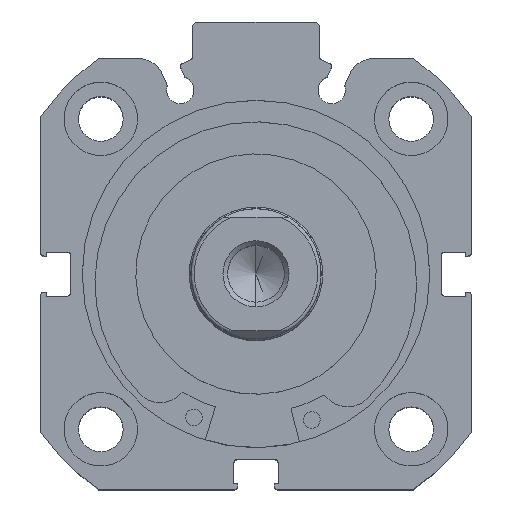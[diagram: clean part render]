
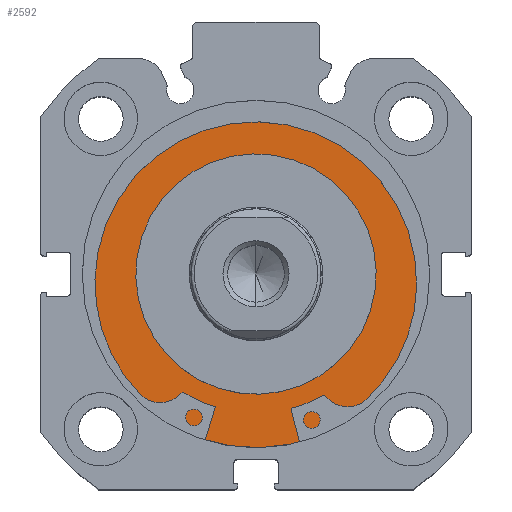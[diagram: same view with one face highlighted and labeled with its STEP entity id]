
A CAD part, top view. The second image highlights one B-rep face of the part: STEP entity #2592.
In plain terms, the highlighted face is planar.
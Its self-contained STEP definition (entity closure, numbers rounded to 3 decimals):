
#149 = CARTESIAN_POINT ( 'NONE',  ( 3.5, 0., 26. ) ) ;
#215 = CARTESIAN_POINT ( 'NONE',  ( 3.5, 0., 18. ) ) ;
#307 = CARTESIAN_POINT ( 'NONE',  ( 3.5, 0., -18. ) ) ;
#1267 = CARTESIAN_POINT ( 'NONE',  ( 3.5, 0., -26. ) ) ;
#1473 = CARTESIAN_POINT ( 'NONE',  ( 3.5, 0., 0. ) ) ;
#1474 = DIRECTION ( 'NONE',  ( -1., 0., 0. ) ) ;
#1475 = DIRECTION ( 'NONE',  ( 0., 0., 1. ) ) ;
#1483 = CARTESIAN_POINT ( 'NONE',  ( 3.5, 0., 0. ) ) ;
#1484 = DIRECTION ( 'NONE',  ( -1., 0., 0. ) ) ;
#1485 = DIRECTION ( 'NONE',  ( 0., 0., 1. ) ) ;
#1500 = CARTESIAN_POINT ( 'NONE',  ( 3.5, 0., 0. ) ) ;
#1503 = CARTESIAN_POINT ( 'NONE',  ( 3.5, 0., 0. ) ) ;
#1507 = DIRECTION ( 'NONE',  ( -1., 0., 0. ) ) ;
#1508 = DIRECTION ( 'NONE',  ( 0., 0., 1. ) ) ;
#1510 = DIRECTION ( 'NONE',  ( -1., 0., 0. ) ) ;
#1511 = DIRECTION ( 'NONE',  ( 0., 0., 1. ) ) ;
#2250 = CIRCLE ( 'NONE', #5526, 26. ) ;
#2257 = CIRCLE ( 'NONE', #5530, 18. ) ;
#2265 = CIRCLE ( 'NONE', #5534, 18. ) ;
#2267 = CIRCLE ( 'NONE', #5535, 26. ) ;
#2592 = ADVANCED_FACE ( 'NONE', ( #6523, #6534 ), #3946, .F. ) ;
#3359 = VERTEX_POINT ( 'NONE', #307 ) ;
#3597 = VERTEX_POINT ( 'NONE', #215 ) ;
#3630 = VERTEX_POINT ( 'NONE', #149 ) ;
#3690 = VERTEX_POINT ( 'NONE', #1267 ) ;
#3945 = CARTESIAN_POINT ( 'NONE',  ( 3.5, 26., 0. ) ) ;
#3946 = PLANE ( 'NONE',  #4633 ) ;
#3951 = DIRECTION ( 'NONE',  ( 1., 0., 0. ) ) ;
#3952 = DIRECTION ( 'NONE',  ( 0., 0., -1. ) ) ;
#4633 = AXIS2_PLACEMENT_3D ( 'NONE', #3945, #3951, #3952 ) ;
#4774 = EDGE_CURVE ( 'NONE', #3630, #3690, #2250, .T. ) ;
#4779 = EDGE_CURVE ( 'NONE', #3597, #3359, #2257, .T. ) ;
#4787 = EDGE_CURVE ( 'NONE', #3359, #3597, #2265, .T. ) ;
#4788 = EDGE_CURVE ( 'NONE', #3690, #3630, #2267, .T. ) ;
#5526 = AXIS2_PLACEMENT_3D ( 'NONE', #1473, #1474, #1475 ) ;
#5530 = AXIS2_PLACEMENT_3D ( 'NONE', #1483, #1484, #1485 ) ;
#5534 = AXIS2_PLACEMENT_3D ( 'NONE', #1500, #1507, #1508 ) ;
#5535 = AXIS2_PLACEMENT_3D ( 'NONE', #1503, #1510, #1511 ) ;
#5706 = ORIENTED_EDGE ( 'NONE', *, *, #4788, .T. ) ;
#5707 = ORIENTED_EDGE ( 'NONE', *, *, #4774, .T. ) ;
#5708 = ORIENTED_EDGE ( 'NONE', *, *, #4787, .F. ) ;
#5710 = ORIENTED_EDGE ( 'NONE', *, *, #4779, .F. ) ;
#6259 = EDGE_LOOP ( 'NONE', ( #5707, #5706 ) ) ;
#6296 = EDGE_LOOP ( 'NONE', ( #5710, #5708 ) ) ;
#6523 = FACE_BOUND ( 'NONE', #6296, .T. ) ;
#6534 = FACE_OUTER_BOUND ( 'NONE', #6259, .T. ) ;
